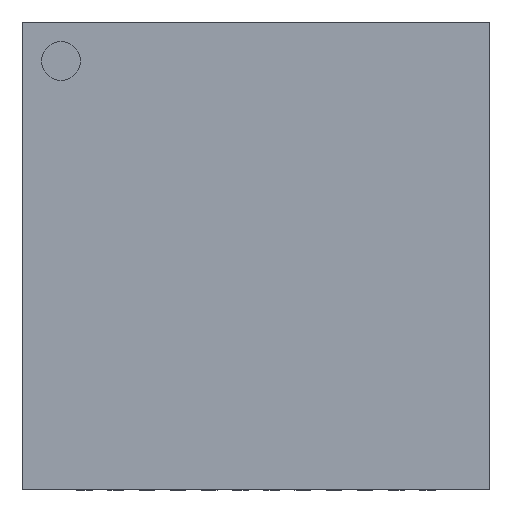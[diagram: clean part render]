
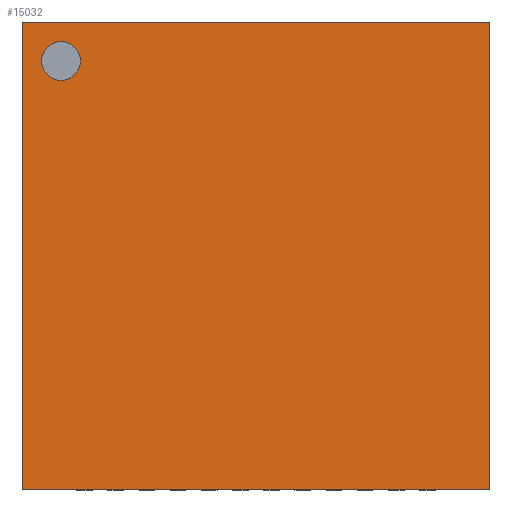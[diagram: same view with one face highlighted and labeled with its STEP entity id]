
A CAD part, top view. The second image highlights one B-rep face of the part: STEP entity #15032.
In plain terms, the highlighted free-form (B-spline) face has degree [1, 1] with [2, 2] control points.
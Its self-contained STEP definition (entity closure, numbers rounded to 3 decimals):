
#8078=CARTESIAN_POINT('',(-2.25,2.5,0.9));
#8079=VERTEX_POINT('',#8078);
#8088=CARTESIAN_POINT('',(-2.75,2.5,0.9));
#8089=VERTEX_POINT('',#8088);
#8090=CARTESIAN_POINT('',(-2.5,2.5,0.9));
#8091=DIRECTION('',(0.0,0.0,-1.0));
#8092=DIRECTION('',(1.0,0.0,0.0));
#8093=AXIS2_PLACEMENT_3D('',#8090,#8091,#8092);
#8094=CIRCLE('',#8093,0.25);
#8095=EDGE_CURVE('',#8089,#8079,#8094,.T.);
#8129=CARTESIAN_POINT('',(-2.5,2.5,0.9));
#8130=DIRECTION('',(0.0,0.0,-1.0));
#8131=DIRECTION('',(1.0,0.0,0.0));
#8132=AXIS2_PLACEMENT_3D('',#8129,#8130,#8131);
#8133=CIRCLE('',#8132,0.25);
#8134=EDGE_CURVE('',#8079,#8089,#8133,.T.);
#14531=CARTESIAN_POINT('',(-3.0,3.0,0.9));
#14532=VERTEX_POINT('',#14531);
#14539=CARTESIAN_POINT('',(3.0,3.0,0.9));
#14540=VERTEX_POINT('',#14539);
#14541=CARTESIAN_POINT('',(-3.0,3.0,0.9));
#14542=DIRECTION('',(1.0,0.0,0.0));
#14543=VECTOR('',#14542,6.0);
#14544=LINE('',#14541,#14543);
#14545=EDGE_CURVE('',#14532,#14540,#14544,.T.);
#14670=CARTESIAN_POINT('',(3.0,-3.0,0.9));
#14671=VERTEX_POINT('',#14670);
#14678=CARTESIAN_POINT('',(-3.0,-3.0,0.9));
#14679=VERTEX_POINT('',#14678);
#14680=CARTESIAN_POINT('',(3.0,-3.0,0.9));
#14681=DIRECTION('',(-1.0,0.0,0.0));
#14682=VECTOR('',#14681,6.0);
#14683=LINE('',#14680,#14682);
#14684=EDGE_CURVE('',#14671,#14679,#14683,.T.);
#14817=CARTESIAN_POINT('',(3.0,3.0,0.9));
#14818=DIRECTION('',(0.0,-1.0,0.0));
#14819=VECTOR('',#14818,6.0);
#14820=LINE('',#14817,#14819);
#14821=EDGE_CURVE('',#14540,#14671,#14820,.T.);
#14956=CARTESIAN_POINT('',(-3.0,-3.0,0.9));
#14957=DIRECTION('',(0.0,1.0,0.0));
#14958=VECTOR('',#14957,6.0);
#14959=LINE('',#14956,#14958);
#14960=EDGE_CURVE('',#14679,#14532,#14959,.T.);
#15017=CARTESIAN_POINT('',(-3.0,-3.0,0.9));
#15018=CARTESIAN_POINT('',(3.0,-3.0,0.9));
#15019=CARTESIAN_POINT('',(-3.0,3.0,0.9));
#15020=CARTESIAN_POINT('',(3.0,3.0,0.9));
#15021=B_SPLINE_SURFACE_WITH_KNOTS('',1,1,((#15017,#15019),(#15018,#15020)),.UNSPECIFIED.,.F.,.F.,.U.,(2,2),(2,2),(0.0,6.0),(0.0,6.0),.UNSPECIFIED.);
#15022=ORIENTED_EDGE('',*,*,#14821,.F.);
#15023=ORIENTED_EDGE('',*,*,#14545,.F.);
#15024=ORIENTED_EDGE('',*,*,#14960,.F.);
#15025=ORIENTED_EDGE('',*,*,#14684,.F.);
#15026=EDGE_LOOP('',(#15022,#15023,#15024,#15025));
#15027=FACE_OUTER_BOUND('',#15026,.T.);
#15028=ORIENTED_EDGE('',*,*,#8134,.T.);
#15029=ORIENTED_EDGE('',*,*,#8095,.T.);
#15030=EDGE_LOOP('',(#15028,#15029));
#15031=FACE_BOUND('',#15030,.T.);
#15032=ADVANCED_FACE('',(#15027,#15031),#15021,.T.);
